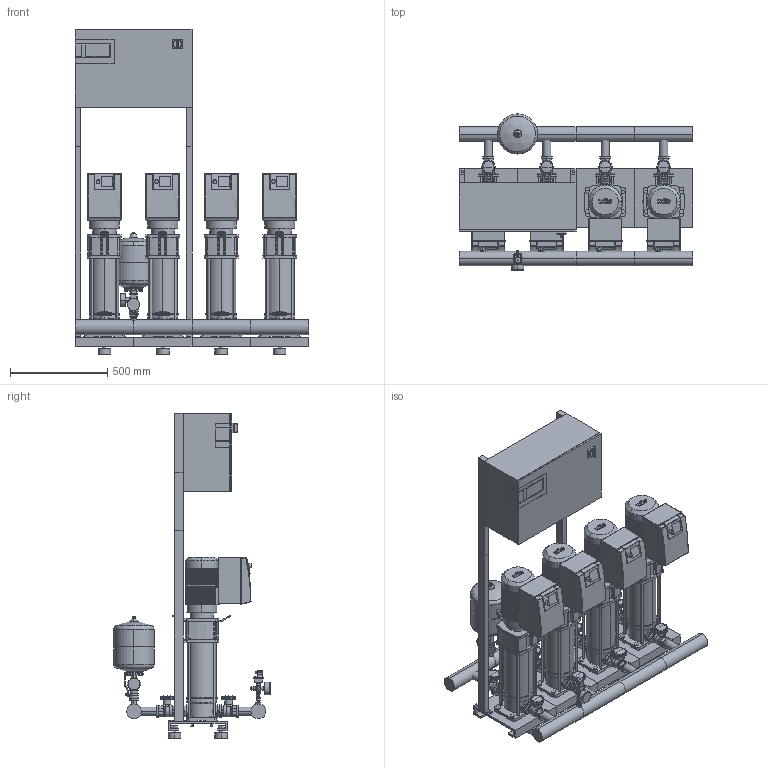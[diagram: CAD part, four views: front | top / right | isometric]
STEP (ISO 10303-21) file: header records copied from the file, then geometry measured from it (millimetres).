
FILE_DESCRIPTION((''),'2;1');
FILE_NAME('3d_COR-4HELIXVE606_K_CCE-01-2536364.stp','2015-10-05T07:10:22',(''),(''),'Mechanical Desktop 2009','Mechanical Desktop 2009',', , ');
FILE_SCHEMA(('CONFIG_CONTROL_DESIGN'));
Length unit declared in the file: millimetre
Products named in the file (1): Product
Bounding box: 1200 x 802 x 1670 mm (x, y, z)
Volume: 182145640.3 mm3; surface area: 9636428.1 mm2
Topology: 194 solids, 194 shells, 5605 faces, 14227 edges, 9240 vertices
Faces by surface type: plane 2344, cylinder 1578, bspline 1322, cone 205, torus 100, sphere 56
Entity records: 179736 total; most frequent: CARTESIAN_POINT 45442, ORIENTED_EDGE 28314, DIRECTION 26518, EDGE_CURVE 14157, VERTEX_POINT 9233, VECTOR 9044, LINE 9044, AXIS2_PLACEMENT_3D 8737
